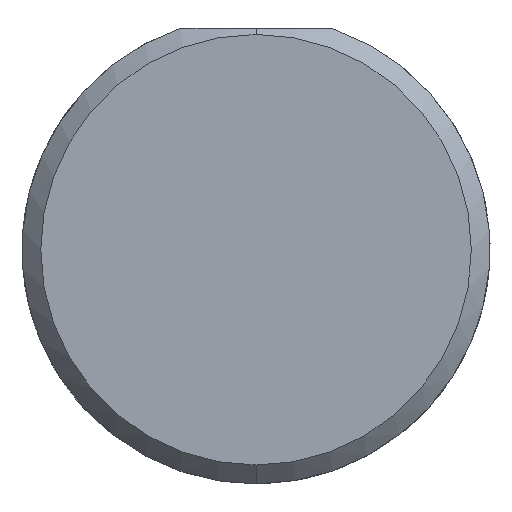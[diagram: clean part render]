
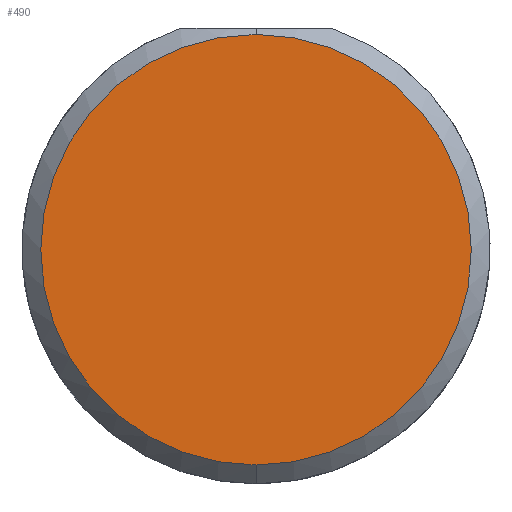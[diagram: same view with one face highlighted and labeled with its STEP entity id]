
A CAD part, left-side view. The second image highlights one B-rep face of the part: STEP entity #490.
In plain terms, the highlighted planar face has unit normal (-1, 0, 0).
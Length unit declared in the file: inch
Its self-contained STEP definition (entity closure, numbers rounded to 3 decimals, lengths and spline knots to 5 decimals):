
#35 = CARTESIAN_POINT ( 'NONE',  ( 0., 0., 0. ) ) ;
#69 = DIRECTION ( 'NONE',  ( -1., 0., 0. ) ) ;
#105 = CARTESIAN_POINT ( 'NONE',  ( 0., 0., 0. ) ) ;
#114 = CIRCLE ( 'NONE', #535, 0.17235 ) ;
#243 = AXIS2_PLACEMENT_3D ( 'NONE', #590, #69, #717 ) ;
#271 = VERTEX_POINT ( 'NONE', #542 ) ;
#275 = DIRECTION ( 'NONE',  ( 1., 0., 0. ) ) ;
#315 = EDGE_CURVE ( 'NONE', #271, #502, #559, .T. ) ;
#325 = DIRECTION ( 'NONE',  ( 0., 0., 1. ) ) ;
#371 = EDGE_CURVE ( 'NONE', #502, #271, #114, .T. ) ;
#392 = FACE_OUTER_BOUND ( 'NONE', #512, .T. ) ;
#468 = ORIENTED_EDGE ( 'NONE', *, *, #371, .T. ) ;
#490 = ADVANCED_FACE ( 'NONE', ( #392 ), #513, .F. ) ;
#502 = VERTEX_POINT ( 'NONE', #511 ) ;
#511 = CARTESIAN_POINT ( 'NONE',  ( 0., 0., -0.17235 ) ) ;
#512 = EDGE_LOOP ( 'NONE', ( #468, #550 ) ) ;
#513 = PLANE ( 'NONE',  #620 ) ;
#535 = AXIS2_PLACEMENT_3D ( 'NONE', #35, #751, #325 ) ;
#542 = CARTESIAN_POINT ( 'NONE',  ( 0., 0., 0.17235 ) ) ;
#550 = ORIENTED_EDGE ( 'NONE', *, *, #315, .T. ) ;
#559 = CIRCLE ( 'NONE', #243, 0.17235 ) ;
#590 = CARTESIAN_POINT ( 'NONE',  ( 0., 0., 0. ) ) ;
#620 = AXIS2_PLACEMENT_3D ( 'NONE', #105, #275, #670 ) ;
#670 = DIRECTION ( 'NONE',  ( 0., 0., -1. ) ) ;
#717 = DIRECTION ( 'NONE',  ( 0., 0., 1. ) ) ;
#751 = DIRECTION ( 'NONE',  ( -1., 0., 0. ) ) ;
